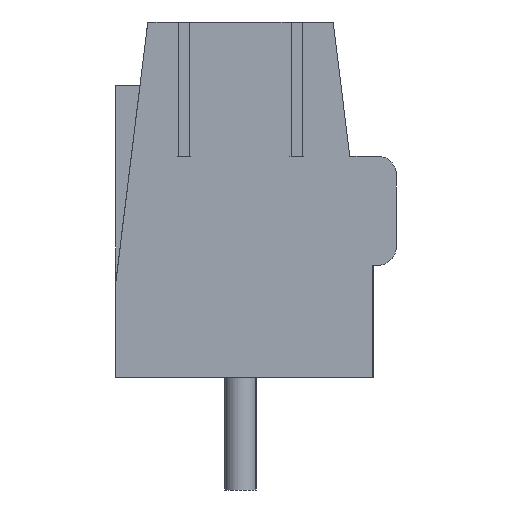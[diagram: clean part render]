
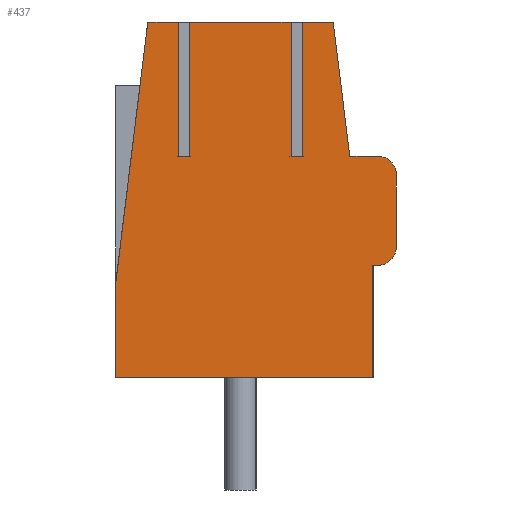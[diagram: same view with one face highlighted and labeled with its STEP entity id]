
A CAD part, left-side view. The second image highlights one B-rep face of the part: STEP entity #437.
In plain terms, the highlighted planar face has unit normal (-1, 0, 0).
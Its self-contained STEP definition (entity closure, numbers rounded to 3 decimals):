
#13=DIRECTION('',(0.,0.,1.));
#21=EDGE_CURVE('',#22,#24,#26,.T.);
#22=VERTEX_POINT('',#23);
#23=CARTESIAN_POINT('',(-2.5,-4.25,0.));
#24=VERTEX_POINT('',#25);
#25=CARTESIAN_POINT('',(-2.5,4.,0.));
#26=LINE('',#23,#27);
#27=VECTOR('',#28,1.);
#28=DIRECTION('',(0.,1.,0.));
#50=DIRECTION('',(0.,0.,-1.));
#58=DIRECTION('',(1.,0.,0.));
#66=DIRECTION('',(0.,-1.,0.));
#437=ADVANCED_FACE('',(#438),#546,.F.);
#438=FACE_BOUND('',#439,.F.);
#439=EDGE_LOOP('',(#440,#451,#457,#462,#463,#469,#476,#483,#488,#493,#498,#502,#507,#512,#517,#521,#528,#535,#542));
#440=ORIENTED_EDGE('',*,*,#441,.F.);
#441=EDGE_CURVE('',#442,#444,#446,.T.);
#442=VERTEX_POINT('',#443);
#443=CARTESIAN_POINT('',(-2.5,-4.4,3.6));
#444=VERTEX_POINT('',#445);
#445=CARTESIAN_POINT('',(-2.5,-5.,4.2));
#446=CIRCLE('',#447,0.6);
#447=AXIS2_PLACEMENT_3D('',#448,#449,#450);
#448=CARTESIAN_POINT('',(-2.5,-4.4,4.2));
#449=DIRECTION('',(-1.,0.,-0.));
#450=DIRECTION('',(-0.,0.,1.));
#451=ORIENTED_EDGE('',*,*,#452,.T.);
#452=EDGE_CURVE('',#442,#453,#455,.T.);
#453=VERTEX_POINT('',#454);
#454=CARTESIAN_POINT('',(-2.5,-4.25,3.6));
#455=LINE('',#456,#27);
#456=CARTESIAN_POINT('',(-2.5,-5.,3.6));
#457=ORIENTED_EDGE('',*,*,#458,.T.);
#458=EDGE_CURVE('',#453,#22,#459,.T.);
#459=LINE('',#460,#461);
#460=CARTESIAN_POINT('',(-2.5,-4.25,11.4));
#461=VECTOR('',#50,1.);
#462=ORIENTED_EDGE('',*,*,#21,.T.);
#463=ORIENTED_EDGE('',*,*,#464,.T.);
#464=EDGE_CURVE('',#24,#465,#467,.T.);
#465=VERTEX_POINT('',#466);
#466=CARTESIAN_POINT('',(-2.5,4.,3.));
#467=LINE('',#25,#468);
#468=VECTOR('',#13,1.);
#469=ORIENTED_EDGE('',*,*,#470,.F.);
#470=EDGE_CURVE('',#471,#465,#473,.T.);
#471=VERTEX_POINT('',#472);
#472=CARTESIAN_POINT('',(-2.5,2.97,11.4));
#473=LINE('',#472,#474);
#474=VECTOR('',#475,1.);
#475=DIRECTION('',(0.,0.122,-0.993));
#476=ORIENTED_EDGE('',*,*,#477,.T.);
#477=EDGE_CURVE('',#471,#478,#480,.T.);
#478=VERTEX_POINT('',#479);
#479=CARTESIAN_POINT('',(-2.5,1.978,11.4));
#480=LINE('',#481,#482);
#481=CARTESIAN_POINT('',(-2.5,4.,11.4));
#482=VECTOR('',#66,1.);
#483=ORIENTED_EDGE('',*,*,#484,.F.);
#484=EDGE_CURVE('',#485,#478,#487,.T.);
#485=VERTEX_POINT('',#486);
#486=CARTESIAN_POINT('',(-2.5,1.978,7.1));
#487=LINE('',#486,#468);
#488=ORIENTED_EDGE('',*,*,#489,.F.);
#489=EDGE_CURVE('',#490,#485,#492,.T.);
#490=VERTEX_POINT('',#491);
#491=CARTESIAN_POINT('',(-2.5,1.623,7.1));
#492=LINE('',#491,#27);
#493=ORIENTED_EDGE('',*,*,#494,.T.);
#494=EDGE_CURVE('',#490,#495,#497,.T.);
#495=VERTEX_POINT('',#496);
#496=CARTESIAN_POINT('',(-2.5,1.623,11.4));
#497=LINE('',#491,#468);
#498=ORIENTED_EDGE('',*,*,#499,.T.);
#499=EDGE_CURVE('',#495,#500,#480,.T.);
#500=VERTEX_POINT('',#501);
#501=CARTESIAN_POINT('',(-2.5,-1.623,11.4));
#502=ORIENTED_EDGE('',*,*,#503,.F.);
#503=EDGE_CURVE('',#504,#500,#506,.T.);
#504=VERTEX_POINT('',#505);
#505=CARTESIAN_POINT('',(-2.5,-1.623,7.1));
#506=LINE('',#505,#468);
#507=ORIENTED_EDGE('',*,*,#508,.F.);
#508=EDGE_CURVE('',#509,#504,#511,.T.);
#509=VERTEX_POINT('',#510);
#510=CARTESIAN_POINT('',(-2.5,-1.978,7.1));
#511=LINE('',#510,#27);
#512=ORIENTED_EDGE('',*,*,#513,.T.);
#513=EDGE_CURVE('',#509,#514,#516,.T.);
#514=VERTEX_POINT('',#515);
#515=CARTESIAN_POINT('',(-2.5,-1.978,11.4));
#516=LINE('',#510,#468);
#517=ORIENTED_EDGE('',*,*,#518,.T.);
#518=EDGE_CURVE('',#514,#519,#480,.T.);
#519=VERTEX_POINT('',#520);
#520=CARTESIAN_POINT('',(-2.5,-2.976,11.4));
#521=ORIENTED_EDGE('',*,*,#522,.T.);
#522=EDGE_CURVE('',#519,#523,#525,.T.);
#523=VERTEX_POINT('',#524);
#524=CARTESIAN_POINT('',(-2.5,-3.506,7.1));
#525=LINE('',#520,#526);
#526=VECTOR('',#527,1.);
#527=DIRECTION('',(0.,-0.122,-0.992));
#528=ORIENTED_EDGE('',*,*,#529,.F.);
#529=EDGE_CURVE('',#530,#523,#532,.T.);
#530=VERTEX_POINT('',#531);
#531=CARTESIAN_POINT('',(-2.5,-4.4,7.1));
#532=LINE('',#531,#533);
#533=VECTOR('',#534,1.);
#534=DIRECTION('',(0.,1.,0.));
#535=ORIENTED_EDGE('',*,*,#536,.T.);
#536=EDGE_CURVE('',#530,#537,#539,.T.);
#537=VERTEX_POINT('',#538);
#538=CARTESIAN_POINT('',(-2.5,-5.,6.5));
#539=CIRCLE('',#540,0.6);
#540=AXIS2_PLACEMENT_3D('',#541,#58,#450);
#541=CARTESIAN_POINT('',(-2.5,-4.4,6.5));
#542=ORIENTED_EDGE('',*,*,#543,.T.);
#543=EDGE_CURVE('',#537,#444,#544,.T.);
#544=LINE('',#545,#461);
#545=CARTESIAN_POINT('',(-2.5,-5.,7.1));
#546=PLANE('',#547);
#547=AXIS2_PLACEMENT_3D('',#548,#58,#450);
#548=CARTESIAN_POINT('',(-2.5,-0.125,5.7));
